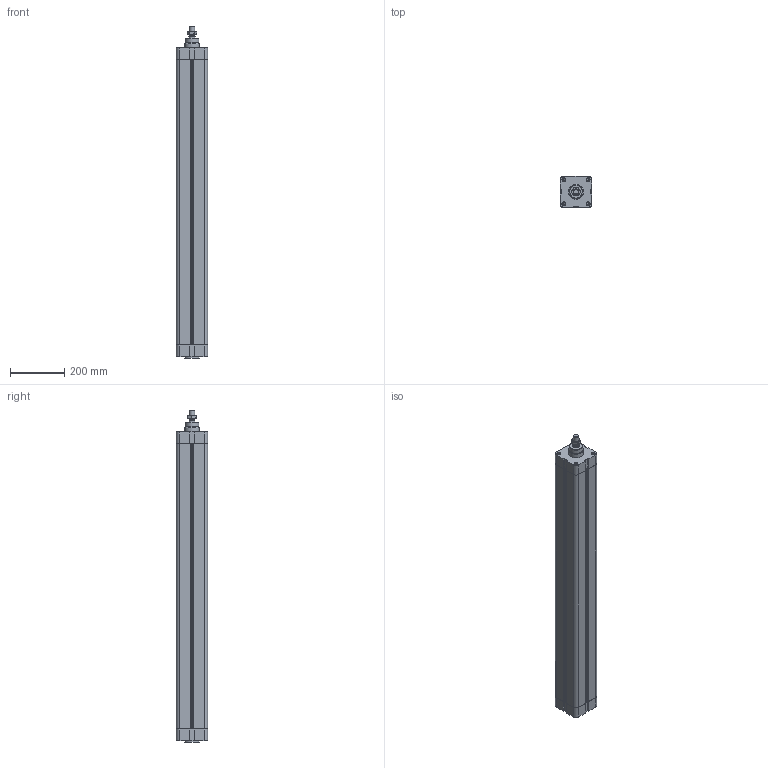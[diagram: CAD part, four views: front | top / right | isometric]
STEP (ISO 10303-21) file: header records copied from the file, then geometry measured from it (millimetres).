
FILE_DESCRIPTION((''),'2;1');
FILE_NAME('1386_100_1000_01.iam.stp','2009-07-07T10:40:01',(''),(''),'Autodesk Inventor 2010','Autodesk Inventor 2010','');
FILE_SCHEMA(('AUTOMOTIVE_DESIGN { 1 0 10303 214 1 1 1 1 }'));
Length unit declared in the file: millimetre
Products named in the file (6): 1386_100_1000_01; 1386_05_100_0000; 1386_06_100_1000; 1386_07_100_0000; 1386_02_80_1000; 1320_100_18F
Assembly tree (5 placements, depth 2):
  1386_100_1000_01
    1386_05_100_0000
    1386_06_100_1000
    1386_07_100_0000
    1386_02_80_1000
    1320_100_18F
Bounding box: 115.5 x 115.5 x 1222.5 mm (x, y, z)
Volume: 7424418.7 mm3; surface area: 1103860.9 mm2
Topology: 5 solids, 5 shells, 226 faces, 528 edges, 346 vertices
Faces by surface type: plane 120, bspline 46, cylinder 38, cone 21, torus 1
Full cylindrical faces by diameter (mm): 10 x4, 10.2 x4, 14 x4, 14.5 x4, 18.5 x1, 20 x1, 24.5 x1, 25 x1, 51 x1, 55 x2, 80 x1, 99 x2
Entity records: 6691 total; most frequent: CARTESIAN_POINT 1583, DIRECTION 942, ORIENTED_EDGE 886, EDGE_CURVE 443, AXIS2_PLACEMENT_3D 332, EDGE_LOOP 330, VERTEX_POINT 325, VECTOR 278
